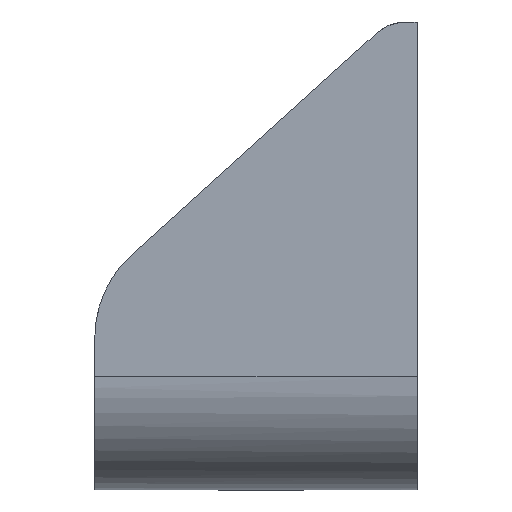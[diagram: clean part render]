
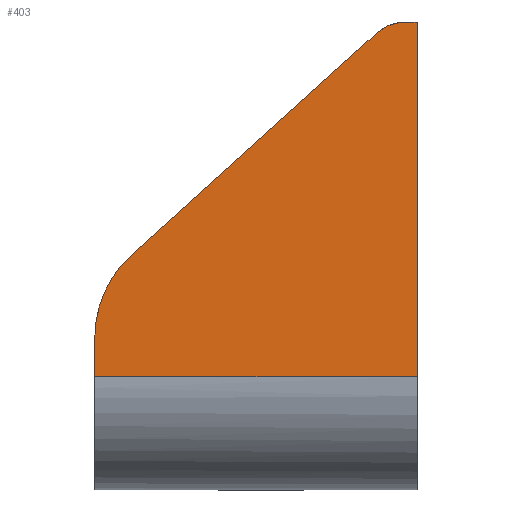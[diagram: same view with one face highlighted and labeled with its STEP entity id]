
A CAD part, left-side view. The second image highlights one B-rep face of the part: STEP entity #403.
In plain terms, the highlighted free-form (B-spline) face has degree [1, 1] with [2, 2] control points.
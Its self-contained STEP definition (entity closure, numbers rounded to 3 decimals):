
#14 = EDGE_CURVE ( 'NONE', #539, #804, #1080, .T. ) ;
#49 = CARTESIAN_POINT ( 'NONE',  ( 421761.01, 8267.158, 57.661 ) ) ;
#66 = B_SPLINE_CURVE_WITH_KNOTS ( 'NONE', 3,
 ( #1159, #49, #1203, #560 ),
 .UNSPECIFIED., .F., .F.,
 ( 4, 4 ),
 ( 0., 1. ),
 .UNSPECIFIED. ) ;
#75 = CARTESIAN_POINT ( 'NONE',  ( 421761.01, 8252.783, 70.654 ) ) ;
#89 = ORIENTED_EDGE ( 'NONE', *, *, #97, .T. ) ;
#97 = EDGE_CURVE ( 'NONE', #716, #539, #288, .T. ) ;
#117 = CARTESIAN_POINT ( 'NONE',  ( 421761.01, 8245.498, 10. ) ) ;
#144 = CARTESIAN_POINT ( 'NONE',  ( 421761.01, 8301.774, 22.35 ) ) ;
#156 = FACE_OUTER_BOUND ( 'NONE', #355, .T. ) ;
#181 = CARTESIAN_POINT ( 'NONE',  ( 421761.01, 8245.498, 10. ) ) ;
#235 = CARTESIAN_POINT ( 'NONE',  ( 421761.01, 8295.909, 31.675 ) ) ;
#240 = CARTESIAN_POINT ( 'NONE',  ( 421761.01, 8302.352, 19.622 ) ) ;
#246 = CARTESIAN_POINT ( 'NONE',  ( 421761.01, 8302.498, 16.837 ) ) ;
#250 = CARTESIAN_POINT ( 'NONE',  ( 421761.01, 8299.513, 27.441 ) ) ;
#285 = EDGE_CURVE ( 'NONE', #914, #716, #784, .T. ) ;
#288 = B_SPLINE_CURVE_WITH_KNOTS ( 'NONE', 1,
 ( #181, #908 ),
 .UNSPECIFIED., .F., .F.,
 ( 2, 2 ),
 ( 0., 1. ),
 .UNSPECIFIED. ) ;
#293 = VERTEX_POINT ( 'NONE', #864 ) ;
#332 = VERTEX_POINT ( 'NONE', #75 ) ;
#355 = EDGE_LOOP ( 'NONE', ( #743, #1177, #489, #879, #507, #937, #89 ) ) ;
#403 = ADVANCED_FACE ( 'NONE', ( #156 ), #462, .T. ) ;
#418 = CARTESIAN_POINT ( 'NONE',  ( 421761.01, 8302.498, 10. ) ) ;
#448 = CARTESIAN_POINT ( 'NONE',  ( 421761.01, 8302.498, 10. ) ) ;
#449 = CARTESIAN_POINT ( 'NONE',  ( 421761.01, 8252.783, 70.654 ) ) ;
#462 = B_SPLINE_SURFACE_WITH_KNOTS ( 'NONE', 1, 1, ( 
 ( #752, #874 ),
 ( #448, #554 ) ),
 .UNSPECIFIED., .F., .F., .F.,
 ( 2, 2 ),
 ( 2, 2 ),
 ( 0., 1. ),
 ( 0., 1. ),
 .UNSPECIFIED. ) ;
#480 = CARTESIAN_POINT ( 'NONE',  ( 421761.01, 8245.498, 72.719 ) ) ;
#489 = ORIENTED_EDGE ( 'NONE', *, *, #933, .T. ) ;
#507 = ORIENTED_EDGE ( 'NONE', *, *, #1043, .T. ) ;
#516 = CARTESIAN_POINT ( 'NONE',  ( 421761.01, 8302.498, 16.837 ) ) ;
#528 = CARTESIAN_POINT ( 'NONE',  ( 421761.01, 8248.401, 72.719 ) ) ;
#539 = VERTEX_POINT ( 'NONE', #1156 ) ;
#554 = CARTESIAN_POINT ( 'NONE',  ( 421761.01, 8245.498, 10. ) ) ;
#560 = CARTESIAN_POINT ( 'NONE',  ( 421761.01, 8295.909, 31.675 ) ) ;
#631 = CARTESIAN_POINT ( 'NONE',  ( 421761.01, 8296.943, 30.74 ) ) ;
#638 = CARTESIAN_POINT ( 'NONE',  ( 421761.01, 8247.418, 72.719 ) ) ;
#645 = CARTESIAN_POINT ( 'NONE',  ( 421761.01, 8252.054, 71.313 ) ) ;
#647 = CARTESIAN_POINT ( 'NONE',  ( 421761.01, 8302.498, 10. ) ) ;
#716 = VERTEX_POINT ( 'NONE', #117 ) ;
#743 = ORIENTED_EDGE ( 'NONE', *, *, #14, .T. ) ;
#752 = CARTESIAN_POINT ( 'NONE',  ( 421761.01, 8302.498, 72.719 ) ) ;
#784 = B_SPLINE_CURVE_WITH_KNOTS ( 'NONE', 1,
 ( #838, #1163 ),
 .UNSPECIFIED., .F., .F.,
 ( 2, 2 ),
 ( 0., 1. ),
 .UNSPECIFIED. ) ;
#804 = VERTEX_POINT ( 'NONE', #962 ) ;
#838 = CARTESIAN_POINT ( 'NONE',  ( 421761.01, 8302.498, 10. ) ) ;
#853 = CARTESIAN_POINT ( 'NONE',  ( 421761.01, 8302.498, 18.232 ) ) ;
#864 = CARTESIAN_POINT ( 'NONE',  ( 421761.01, 8302.498, 16.837 ) ) ;
#874 = CARTESIAN_POINT ( 'NONE',  ( 421761.01, 8245.498, 72.719 ) ) ;
#879 = ORIENTED_EDGE ( 'NONE', *, *, #1208, .T. ) ;
#886 = CARTESIAN_POINT ( 'NONE',  ( 421761.01, 8247.418, 72.719 ) ) ;
#908 = CARTESIAN_POINT ( 'NONE',  ( 421761.01, 8245.498, 72.719 ) ) ;
#914 = VERTEX_POINT ( 'NONE', #647 ) ;
#920 = B_SPLINE_CURVE_WITH_KNOTS ( 'NONE', 1,
 ( #516, #418 ),
 .UNSPECIFIED., .F., .F.,
 ( 2, 2 ),
 ( 0., 1. ),
 .UNSPECIFIED. ) ;
#933 = EDGE_CURVE ( 'NONE', #332, #1057, #66, .T. ) ;
#936 = CARTESIAN_POINT ( 'NONE',  ( 421761.01, 8251.209, 71.832 ) ) ;
#937 = ORIENTED_EDGE ( 'NONE', *, *, #285, .T. ) ;
#942 = CARTESIAN_POINT ( 'NONE',  ( 421761.01, 8297.877, 29.699 ) ) ;
#962 = CARTESIAN_POINT ( 'NONE',  ( 421761.01, 8247.418, 72.719 ) ) ;
#1034 = CARTESIAN_POINT ( 'NONE',  ( 421761.01, 8300.211, 26.229 ) ) ;
#1043 = EDGE_CURVE ( 'NONE', #293, #914, #920, .T. ) ;
#1057 = VERTEX_POINT ( 'NONE', #1104 ) ;
#1060 = CARTESIAN_POINT ( 'NONE',  ( 421761.01, 8301.343, 23.68 ) ) ;
#1080 = B_SPLINE_CURVE_WITH_KNOTS ( 'NONE', 1,
 ( #480, #886 ),
 .UNSPECIFIED., .F., .F.,
 ( 2, 2 ),
 ( 0., 1. ),
 .UNSPECIFIED. ) ;
#1104 = CARTESIAN_POINT ( 'NONE',  ( 421761.01, 8295.909, 31.675 ) ) ;
#1156 = CARTESIAN_POINT ( 'NONE',  ( 421761.01, 8245.498, 72.719 ) ) ;
#1157 = CARTESIAN_POINT ( 'NONE',  ( 421761.01, 8249.375, 72.538 ) ) ;
#1159 = CARTESIAN_POINT ( 'NONE',  ( 421761.01, 8252.783, 70.654 ) ) ;
#1163 = CARTESIAN_POINT ( 'NONE',  ( 421761.01, 8245.498, 10. ) ) ;
#1177 = ORIENTED_EDGE ( 'NONE', *, *, #1210, .T. ) ;
#1203 = CARTESIAN_POINT ( 'NONE',  ( 421761.01, 8281.533, 44.668 ) ) ;
#1208 = EDGE_CURVE ( 'NONE', #1057, #293, #1280, .T. ) ;
#1210 = EDGE_CURVE ( 'NONE', #804, #332, #1219, .T. ) ;
#1219 = B_SPLINE_CURVE_WITH_KNOTS ( 'NONE', 3,
 ( #638, #528, #1157, #936, #645, #449 ),
 .UNSPECIFIED., .F., .F.,
 ( 4, 2, 4 ),
 ( 0., 0.367, 0.735 ),
 .UNSPECIFIED. ) ;
#1280 = B_SPLINE_CURVE_WITH_KNOTS ( 'NONE', 3,
 ( #235, #631, #942, #250, #1034, #1060, #144, #240, #853, #246 ),
 .UNSPECIFIED., .F., .F.,
 ( 4, 2, 2, 2, 4 ),
 ( 0., 0.209, 0.418, 0.627, 0.836 ),
 .UNSPECIFIED. ) ;
